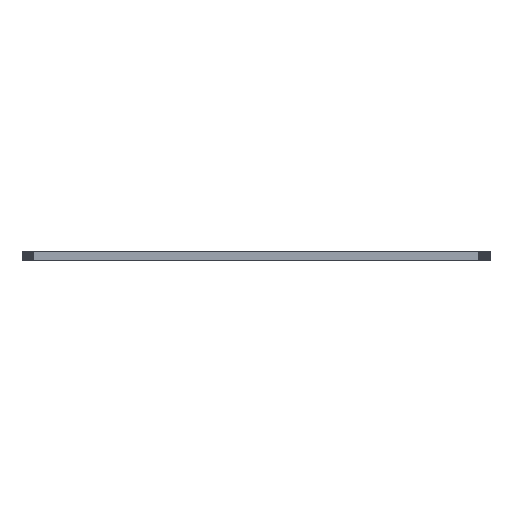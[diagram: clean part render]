
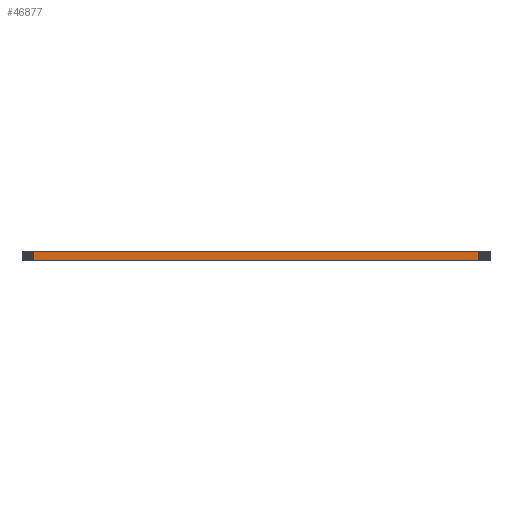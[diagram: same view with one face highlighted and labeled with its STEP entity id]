
A CAD part, left-side view. The second image highlights one B-rep face of the part: STEP entity #46877.
In plain terms, the highlighted planar face has unit normal (-1, 0, 0).
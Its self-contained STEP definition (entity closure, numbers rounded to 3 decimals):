
#83 = PLANE('',#84);
#84 = AXIS2_PLACEMENT_3D('',#85,#86,#87);
#85 = CARTESIAN_POINT('',(162.639,-108.646,1.6));
#86 = DIRECTION('',(0.,0.,-1.));
#87 = DIRECTION('',(-1.,0.,0.));
#137 = PLANE('',#138);
#138 = AXIS2_PLACEMENT_3D('',#139,#140,#141);
#139 = CARTESIAN_POINT('',(162.639,-108.646,0.));
#140 = DIRECTION('',(0.,0.,-1.));
#141 = DIRECTION('',(-1.,0.,0.));
#1954 = VERTEX_POINT('',#1955);
#1955 = CARTESIAN_POINT('',(0.095,-147.747,0.));
#1969 = PLANE('',#1970);
#1970 = AXIS2_PLACEMENT_3D('',#1971,#1972,#1973);
#1971 = CARTESIAN_POINT('',(0.102,-147.903,0.));
#1972 = DIRECTION('',(-0.999,-0.044,0.));
#1973 = DIRECTION('',(-0.044,0.999,0.));
#1981 = EDGE_CURVE('',#1954,#1982,#1984,.T.);
#1982 = VERTEX_POINT('',#1983);
#1983 = CARTESIAN_POINT('',(0.095,-69.546,0.));
#1984 = SURFACE_CURVE('',#1985,(#1989,#1996),.PCURVE_S1.);
#1985 = LINE('',#1986,#1987);
#1986 = CARTESIAN_POINT('',(0.095,-147.747,0.));
#1987 = VECTOR('',#1988,1.);
#1988 = DIRECTION('',(0.,1.,0.));
#1989 = PCURVE('',#137,#1990);
#1990 = DEFINITIONAL_REPRESENTATION('',(#1991),#1995);
#1991 = LINE('',#1992,#1993);
#1992 = CARTESIAN_POINT('',(162.544,-39.101));
#1993 = VECTOR('',#1994,1.);
#1994 = DIRECTION('',(0.,1.));
#1995 = ( GEOMETRIC_REPRESENTATION_CONTEXT(2) 
PARAMETRIC_REPRESENTATION_CONTEXT() REPRESENTATION_CONTEXT('2D SPACE',''
  ) );
#1996 = PCURVE('',#1997,#2002);
#1997 = PLANE('',#1998);
#1998 = AXIS2_PLACEMENT_3D('',#1999,#2000,#2001);
#1999 = CARTESIAN_POINT('',(0.095,-147.747,0.));
#2000 = DIRECTION('',(-1.,0.,0.));
#2001 = DIRECTION('',(0.,1.,0.));
#2002 = DEFINITIONAL_REPRESENTATION('',(#2003),#2007);
#2003 = LINE('',#2004,#2005);
#2004 = CARTESIAN_POINT('',(0.,0.));
#2005 = VECTOR('',#2006,1.);
#2006 = DIRECTION('',(1.,0.));
#2007 = ( GEOMETRIC_REPRESENTATION_CONTEXT(2) 
PARAMETRIC_REPRESENTATION_CONTEXT() REPRESENTATION_CONTEXT('2D SPACE',''
  ) );
#2025 = PLANE('',#2026);
#2026 = AXIS2_PLACEMENT_3D('',#2027,#2028,#2029);
#2027 = CARTESIAN_POINT('',(0.095,-69.546,0.));
#2028 = DIRECTION('',(-0.999,0.044,0.));
#2029 = DIRECTION('',(0.044,0.999,0.));
#26620 = VERTEX_POINT('',#26621);
#26621 = CARTESIAN_POINT('',(0.095,-147.747,1.6));
#26642 = EDGE_CURVE('',#26620,#26643,#26645,.T.);
#26643 = VERTEX_POINT('',#26644);
#26644 = CARTESIAN_POINT('',(0.095,-69.546,1.6));
#26645 = SURFACE_CURVE('',#26646,(#26650,#26657),.PCURVE_S1.);
#26646 = LINE('',#26647,#26648);
#26647 = CARTESIAN_POINT('',(0.095,-147.747,1.6));
#26648 = VECTOR('',#26649,1.);
#26649 = DIRECTION('',(0.,1.,0.));
#26650 = PCURVE('',#83,#26651);
#26651 = DEFINITIONAL_REPRESENTATION('',(#26652),#26656);
#26652 = LINE('',#26653,#26654);
#26653 = CARTESIAN_POINT('',(162.544,-39.101));
#26654 = VECTOR('',#26655,1.);
#26655 = DIRECTION('',(0.,1.));
#26656 = ( GEOMETRIC_REPRESENTATION_CONTEXT(2) 
PARAMETRIC_REPRESENTATION_CONTEXT() REPRESENTATION_CONTEXT('2D SPACE',''
  ) );
#26657 = PCURVE('',#1997,#26658);
#26658 = DEFINITIONAL_REPRESENTATION('',(#26659),#26663);
#26659 = LINE('',#26660,#26661);
#26660 = CARTESIAN_POINT('',(0.,-1.6));
#26661 = VECTOR('',#26662,1.);
#26662 = DIRECTION('',(1.,0.));
#26663 = ( GEOMETRIC_REPRESENTATION_CONTEXT(2) 
PARAMETRIC_REPRESENTATION_CONTEXT() REPRESENTATION_CONTEXT('2D SPACE',''
  ) );
#46827 = EDGE_CURVE('',#1982,#26643,#46828,.T.);
#46828 = SURFACE_CURVE('',#46829,(#46833,#46840),.PCURVE_S1.);
#46829 = LINE('',#46830,#46831);
#46830 = CARTESIAN_POINT('',(0.095,-69.546,0.));
#46831 = VECTOR('',#46832,1.);
#46832 = DIRECTION('',(0.,0.,1.));
#46833 = PCURVE('',#2025,#46834);
#46834 = DEFINITIONAL_REPRESENTATION('',(#46835),#46839);
#46835 = LINE('',#46836,#46837);
#46836 = CARTESIAN_POINT('',(0.,0.));
#46837 = VECTOR('',#46838,1.);
#46838 = DIRECTION('',(0.,-1.));
#46839 = ( GEOMETRIC_REPRESENTATION_CONTEXT(2) 
PARAMETRIC_REPRESENTATION_CONTEXT() REPRESENTATION_CONTEXT('2D SPACE',''
  ) );
#46840 = PCURVE('',#1997,#46841);
#46841 = DEFINITIONAL_REPRESENTATION('',(#46842),#46846);
#46842 = LINE('',#46843,#46844);
#46843 = CARTESIAN_POINT('',(78.201,0.));
#46844 = VECTOR('',#46845,1.);
#46845 = DIRECTION('',(0.,-1.));
#46846 = ( GEOMETRIC_REPRESENTATION_CONTEXT(2) 
PARAMETRIC_REPRESENTATION_CONTEXT() REPRESENTATION_CONTEXT('2D SPACE',''
  ) );
#46877 = ADVANCED_FACE('',(#46878),#1997,.T.);
#46878 = FACE_BOUND('',#46879,.T.);
#46879 = EDGE_LOOP('',(#46880,#46901,#46902,#46903));
#46880 = ORIENTED_EDGE('',*,*,#46881,.T.);
#46881 = EDGE_CURVE('',#1954,#26620,#46882,.T.);
#46882 = SURFACE_CURVE('',#46883,(#46887,#46894),.PCURVE_S1.);
#46883 = LINE('',#46884,#46885);
#46884 = CARTESIAN_POINT('',(0.095,-147.747,0.));
#46885 = VECTOR('',#46886,1.);
#46886 = DIRECTION('',(0.,0.,1.));
#46887 = PCURVE('',#1997,#46888);
#46888 = DEFINITIONAL_REPRESENTATION('',(#46889),#46893);
#46889 = LINE('',#46890,#46891);
#46890 = CARTESIAN_POINT('',(0.,0.));
#46891 = VECTOR('',#46892,1.);
#46892 = DIRECTION('',(0.,-1.));
#46893 = ( GEOMETRIC_REPRESENTATION_CONTEXT(2) 
PARAMETRIC_REPRESENTATION_CONTEXT() REPRESENTATION_CONTEXT('2D SPACE',''
  ) );
#46894 = PCURVE('',#1969,#46895);
#46895 = DEFINITIONAL_REPRESENTATION('',(#46896),#46900);
#46896 = LINE('',#46897,#46898);
#46897 = CARTESIAN_POINT('',(0.156,0.));
#46898 = VECTOR('',#46899,1.);
#46899 = DIRECTION('',(0.,-1.));
#46900 = ( GEOMETRIC_REPRESENTATION_CONTEXT(2) 
PARAMETRIC_REPRESENTATION_CONTEXT() REPRESENTATION_CONTEXT('2D SPACE',''
  ) );
#46901 = ORIENTED_EDGE('',*,*,#26642,.T.);
#46902 = ORIENTED_EDGE('',*,*,#46827,.F.);
#46903 = ORIENTED_EDGE('',*,*,#1981,.F.);
